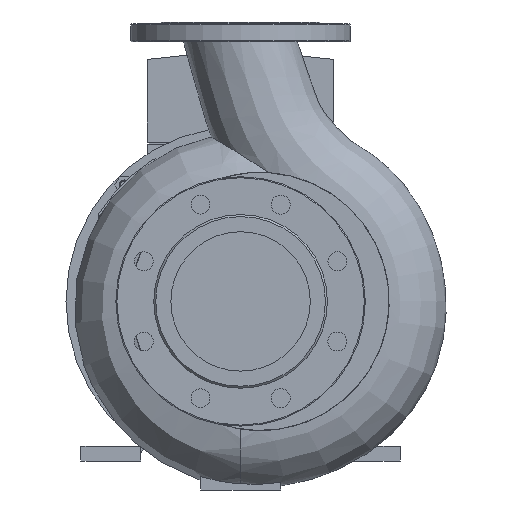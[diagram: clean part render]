
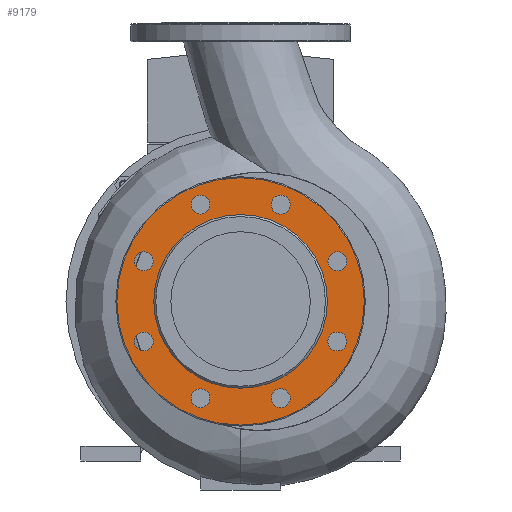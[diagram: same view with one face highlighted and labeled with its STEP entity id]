
A CAD part, left-side view. The second image highlights one B-rep face of the part: STEP entity #9179.
In plain terms, the highlighted planar face has unit normal (-1, 0, 0).
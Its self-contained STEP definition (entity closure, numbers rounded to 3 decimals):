
#327=FACE_BOUND('',#1966,.T.);
#328=FACE_BOUND('',#1967,.T.);
#329=FACE_BOUND('',#1968,.T.);
#330=FACE_BOUND('',#1969,.T.);
#331=FACE_BOUND('',#1970,.T.);
#332=FACE_BOUND('',#1971,.T.);
#333=FACE_BOUND('',#1972,.T.);
#334=FACE_BOUND('',#1973,.T.);
#335=FACE_BOUND('',#1974,.T.);
#513=CIRCLE('',#9857,9.5);
#515=CIRCLE('',#9860,9.5);
#517=CIRCLE('',#9863,9.5);
#519=CIRCLE('',#9866,9.5);
#521=CIRCLE('',#9869,9.5);
#523=CIRCLE('',#9872,9.5);
#525=CIRCLE('',#9875,9.5);
#527=CIRCLE('',#9878,9.5);
#528=CIRCLE('',#9880,87.);
#530=CIRCLE('',#9883,124.);
#933=PLANE('',#9882);
#1332=FACE_OUTER_BOUND('',#1965,.T.);
#1965=EDGE_LOOP('',(#7235));
#1966=EDGE_LOOP('',(#7236));
#1967=EDGE_LOOP('',(#7237));
#1968=EDGE_LOOP('',(#7238));
#1969=EDGE_LOOP('',(#7239));
#1970=EDGE_LOOP('',(#7240));
#1971=EDGE_LOOP('',(#7241));
#1972=EDGE_LOOP('',(#7242));
#1973=EDGE_LOOP('',(#7243));
#1974=EDGE_LOOP('',(#7244));
#4366=VERTEX_POINT('',#14847);
#4368=VERTEX_POINT('',#14852);
#4370=VERTEX_POINT('',#14857);
#4372=VERTEX_POINT('',#14862);
#4374=VERTEX_POINT('',#14867);
#4376=VERTEX_POINT('',#14872);
#4378=VERTEX_POINT('',#14877);
#4380=VERTEX_POINT('',#14882);
#4381=VERTEX_POINT('',#14885);
#4383=VERTEX_POINT('',#14890);
#5414=EDGE_CURVE('',#4366,#4366,#513,.T.);
#5416=EDGE_CURVE('',#4368,#4368,#515,.T.);
#5418=EDGE_CURVE('',#4370,#4370,#517,.T.);
#5420=EDGE_CURVE('',#4372,#4372,#519,.T.);
#5422=EDGE_CURVE('',#4374,#4374,#521,.T.);
#5424=EDGE_CURVE('',#4376,#4376,#523,.T.);
#5426=EDGE_CURVE('',#4378,#4378,#525,.T.);
#5428=EDGE_CURVE('',#4380,#4380,#527,.T.);
#5429=EDGE_CURVE('',#4381,#4381,#528,.T.);
#5431=EDGE_CURVE('',#4383,#4383,#530,.T.);
#7235=ORIENTED_EDGE('',*,*,#5431,.T.);
#7236=ORIENTED_EDGE('',*,*,#5414,.F.);
#7237=ORIENTED_EDGE('',*,*,#5416,.F.);
#7238=ORIENTED_EDGE('',*,*,#5418,.F.);
#7239=ORIENTED_EDGE('',*,*,#5420,.F.);
#7240=ORIENTED_EDGE('',*,*,#5422,.F.);
#7241=ORIENTED_EDGE('',*,*,#5424,.F.);
#7242=ORIENTED_EDGE('',*,*,#5426,.F.);
#7243=ORIENTED_EDGE('',*,*,#5428,.F.);
#7244=ORIENTED_EDGE('',*,*,#5429,.F.);
#9179=ADVANCED_FACE('',(#1332,#327,#328,#329,#330,#331,#332,#333,#334,#335),
#933,.F.);
#9857=AXIS2_PLACEMENT_3D('',#14848,#11472,#11473);
#9860=AXIS2_PLACEMENT_3D('',#14853,#11478,#11479);
#9863=AXIS2_PLACEMENT_3D('',#14858,#11484,#11485);
#9866=AXIS2_PLACEMENT_3D('',#14863,#11490,#11491);
#9869=AXIS2_PLACEMENT_3D('',#14868,#11496,#11497);
#9872=AXIS2_PLACEMENT_3D('',#14873,#11502,#11503);
#9875=AXIS2_PLACEMENT_3D('',#14878,#11508,#11509);
#9878=AXIS2_PLACEMENT_3D('',#14883,#11514,#11515);
#9880=AXIS2_PLACEMENT_3D('',#14886,#11518,#11519);
#9882=AXIS2_PLACEMENT_3D('',#14889,#11522,#11523);
#9883=AXIS2_PLACEMENT_3D('',#14891,#11524,#11525);
#11472=DIRECTION('center_axis',(-1.,0.,0.));
#11473=DIRECTION('ref_axis',(0.,0.707,-0.707));
#11478=DIRECTION('center_axis',(-1.,0.,0.));
#11479=DIRECTION('ref_axis',(0.,1.,0.));
#11484=DIRECTION('center_axis',(-1.,0.,0.));
#11485=DIRECTION('ref_axis',(0.,0.707,0.707));
#11490=DIRECTION('center_axis',(-1.,0.,0.));
#11491=DIRECTION('ref_axis',(0.,0.,
1.));
#11496=DIRECTION('center_axis',(-1.,0.,0.));
#11497=DIRECTION('ref_axis',(0.,-0.707,0.707));
#11502=DIRECTION('center_axis',(-1.,0.,0.));
#11503=DIRECTION('ref_axis',(0.,-1.,0.));
#11508=DIRECTION('center_axis',(-1.,0.,0.));
#11509=DIRECTION('ref_axis',(0.,-0.707,-0.707));
#11514=DIRECTION('center_axis',(-1.,0.,0.));
#11515=DIRECTION('ref_axis',(0.,0.,-1.));
#11518=DIRECTION('center_axis',(-1.,0.,0.));
#11519=DIRECTION('ref_axis',(0.,-1.,0.));
#11522=DIRECTION('center_axis',(1.,0.,0.));
#11523=DIRECTION('ref_axis',(0.,0.,1.));
#11524=DIRECTION('center_axis',(-1.,0.,0.));
#11525=DIRECTION('ref_axis',(0.,-1.,0.));
#14847=CARTESIAN_POINT('',(-123.,-103.725,126.536));
#14848=CARTESIAN_POINT('Origin',(-123.,-97.007,119.818));
#14852=CARTESIAN_POINT('',(-123.,-49.682,62.993));
#14853=CARTESIAN_POINT('Origin',(-123.,-40.182,62.993));
#14857=CARTESIAN_POINT('',(-123.,33.464,56.275));
#14858=CARTESIAN_POINT('Origin',(-123.,40.182,62.993));
#14862=CARTESIAN_POINT('',(-123.,97.007,110.318));
#14863=CARTESIAN_POINT('Origin',(-123.,97.007,119.818));
#14867=CARTESIAN_POINT('',(-123.,103.725,193.464));
#14868=CARTESIAN_POINT('Origin',(-123.,97.007,200.182));
#14872=CARTESIAN_POINT('',(-123.,49.682,257.007));
#14873=CARTESIAN_POINT('Origin',(-123.,40.182,257.007));
#14877=CARTESIAN_POINT('',(-123.,-33.464,263.725));
#14878=CARTESIAN_POINT('Origin',(-123.,-40.182,257.007));
#14882=CARTESIAN_POINT('',(-123.,-97.007,209.682));
#14883=CARTESIAN_POINT('Origin',(-123.,-97.007,200.182));
#14885=CARTESIAN_POINT('',(-123.,-87.,160.));
#14886=CARTESIAN_POINT('Origin',(-123.,0.,160.));
#14889=CARTESIAN_POINT('Origin',(-123.,-105.5,160.));
#14890=CARTESIAN_POINT('',(-123.,-124.,160.));
#14891=CARTESIAN_POINT('Origin',(-123.,0.,160.));
